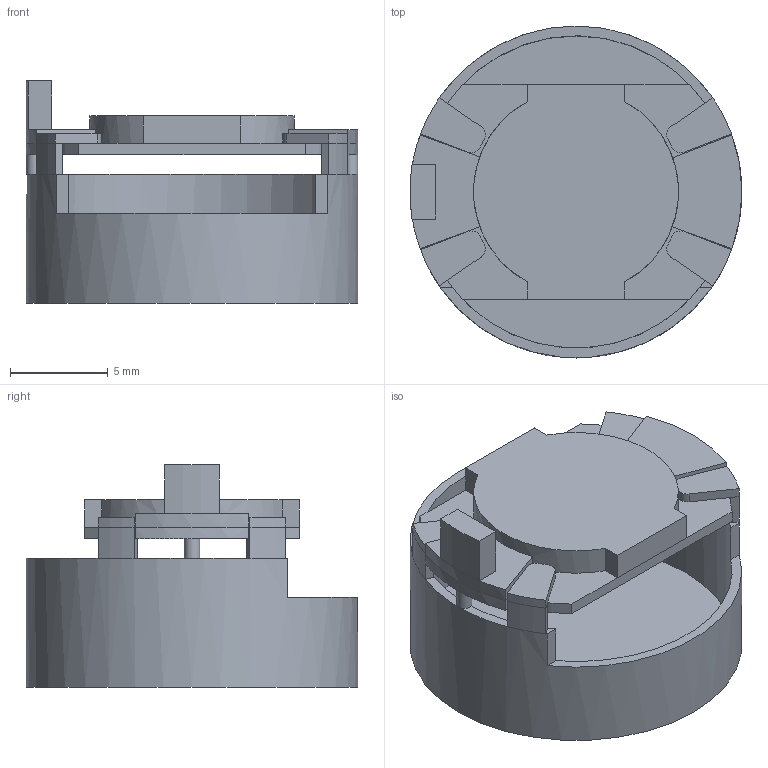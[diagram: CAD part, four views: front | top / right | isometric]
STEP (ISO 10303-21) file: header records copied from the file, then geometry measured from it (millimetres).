
FILE_DESCRIPTION(('FreeCAD Model'),'2;1');
FILE_NAME('RV16AF_Body.step', '2019-06-14T21:42:08',('Author'),(''), 'Open CASCADE STEP processor 7.3','FreeCAD','Unknown');
FILE_SCHEMA(('AUTOMOTIVE_DESIGN { 1 0 10303 214 1 1 1 1 }'));
Length unit declared in the file: millimetre
Products named in the file (2): Metal_Body,_16_mm; Housing
Bounding box: 17 x 17 x 11.4 mm (x, y, z)
Volume: 453.2 mm3; surface area: 1621 mm2
Topology: 2 solids, 2 shells, 106 faces, 258 edges, 157 vertices
Faces by surface type: plane 66, cylinder 40
Full cylindrical faces by diameter (mm): 0.8 x2, 10 x1, 16 x1, 17 x1
Entity records: 3120 total; most frequent: DIRECTION 567, CARTESIAN_POINT 522, ORIENTED_EDGE 516, EDGE_CURVE 258, AXIS2_PLACEMENT_3D 202, LINE 163, VECTOR 163, VERTEX_POINT 157
